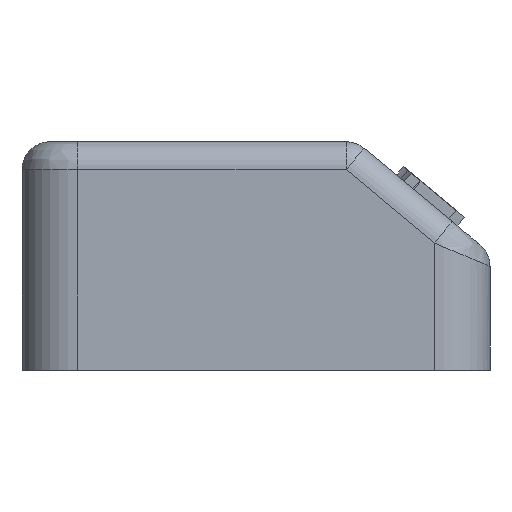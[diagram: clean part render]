
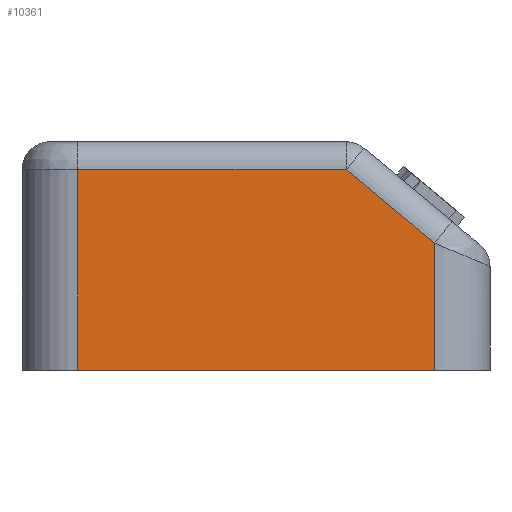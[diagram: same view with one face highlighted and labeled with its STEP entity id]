
A CAD part, front view. The second image highlights one B-rep face of the part: STEP entity #10361.
In plain terms, the highlighted planar face has unit normal (0, -1, 0).
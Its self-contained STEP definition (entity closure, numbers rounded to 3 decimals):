
#1346=PLANE('',#10624);
#1355=LINE('',#11924,#2110);
#1356=LINE('',#11955,#2111);
#1478=LINE('',#13929,#2233);
#1479=LINE('',#13933,#2234);
#1480=LINE('',#13945,#2235);
#2110=VECTOR('',#10659,10.);
#2111=VECTOR('',#10684,10.);
#2233=VECTOR('',#10832,10.);
#2234=VECTOR('',#10837,10.);
#2235=VECTOR('',#10854,10.);
#3450=FACE_OUTER_BOUND('',#4065,.T.);
#4065=EDGE_LOOP('',(#9786,#9787,#9788,#9789,#9790));
#4128=VERTEX_POINT('',#11921);
#4129=VERTEX_POINT('',#11923);
#4137=VERTEX_POINT('',#11949);
#4537=VERTEX_POINT('',#13925);
#4538=VERTEX_POINT('',#13931);
#5160=EDGE_CURVE('',#4128,#4129,#1355,.T.);
#5172=EDGE_CURVE('',#4129,#4137,#1356,.T.);
#5578=EDGE_CURVE('',#4537,#4128,#1478,.T.);
#5580=EDGE_CURVE('',#4538,#4537,#1479,.T.);
#5586=EDGE_CURVE('',#4137,#4538,#1480,.T.);
#9786=ORIENTED_EDGE('',*,*,#5172,.F.);
#9787=ORIENTED_EDGE('',*,*,#5160,.F.);
#9788=ORIENTED_EDGE('',*,*,#5578,.F.);
#9789=ORIENTED_EDGE('',*,*,#5580,.F.);
#9790=ORIENTED_EDGE('',*,*,#5586,.F.);
#10361=ADVANCED_FACE('',(#3450),#1346,.F.);
#10624=AXIS2_PLACEMENT_3D('',#21390,#11878,#11879);
#10659=DIRECTION('',(-1.,0.,0.));
#10684=DIRECTION('',(0.,0.,1.));
#10832=DIRECTION('',(0.,0.,-1.));
#10837=DIRECTION('',(0.768,0.,-0.64));
#10854=DIRECTION('',(1.,0.,0.));
#11878=DIRECTION('center_axis',(0.,1.,0.));
#11879=DIRECTION('ref_axis',(1.,0.,0.));
#11921=CARTESIAN_POINT('',(99.,0.,0.));
#11923=CARTESIAN_POINT('',(67.,0.,0.));
#11924=CARTESIAN_POINT('',(104.,0.,0.));
#11949=CARTESIAN_POINT('',(67.,0.,18.));
#11955=CARTESIAN_POINT('',(67.,0.,5.125));
#13925=CARTESIAN_POINT('',(99.,0.,11.412));
#13929=CARTESIAN_POINT('',(99.,0.,10.375));
#13931=CARTESIAN_POINT('',(91.095,0.,18.));
#13933=CARTESIAN_POINT('',(90.264,0.,18.692));
#13945=CARTESIAN_POINT('',(72.5,0.,18.));
#21390=CARTESIAN_POINT('Origin',(83.,0.,10.25));
